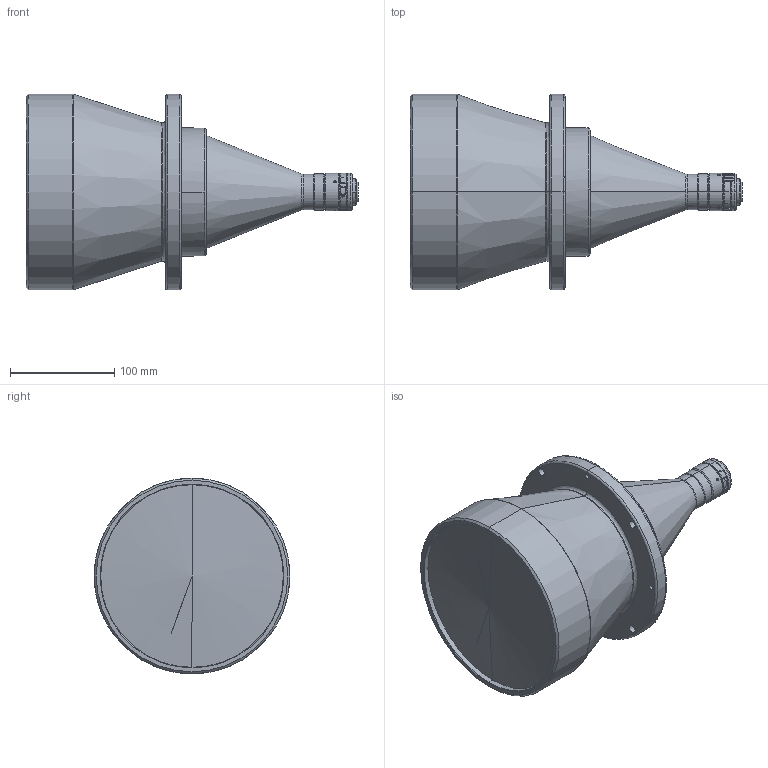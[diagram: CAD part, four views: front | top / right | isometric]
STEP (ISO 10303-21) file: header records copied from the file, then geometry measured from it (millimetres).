
FILE_DESCRIPTION (( 'STEP AP203' ), '1' );
FILE_NAME ('DTCM120-150-AL.STEP', '2019-11-13T06:44:15', ( 'Windows 蚚誧' ), ( '' ), 'SwSTEP 2.0', 'SolidWorks 2017', '' );
FILE_SCHEMA (( 'CONFIG_CONTROL_DESIGN' ));
Length unit declared in the file: millimetre
Products named in the file (1): DTCM120-150-AL
Bounding box: 318.85 x 188 x 188 mm (x, y, z)
Volume: 4096100.4 mm3; surface area: 183711.3 mm2
Topology: 2 solids, 2 shells, 167 faces, 420 edges, 263 vertices
Faces by surface type: cylinder 90, cone 41, plane 22, bspline 14
Entity records: 6306 total; most frequent: CARTESIAN_POINT 2347, ORIENTED_EDGE 828, DIRECTION 795, EDGE_CURVE 414, AXIS2_PLACEMENT_3D 327, VERTEX_POINT 263, EDGE_LOOP 197, CIRCLE 173
